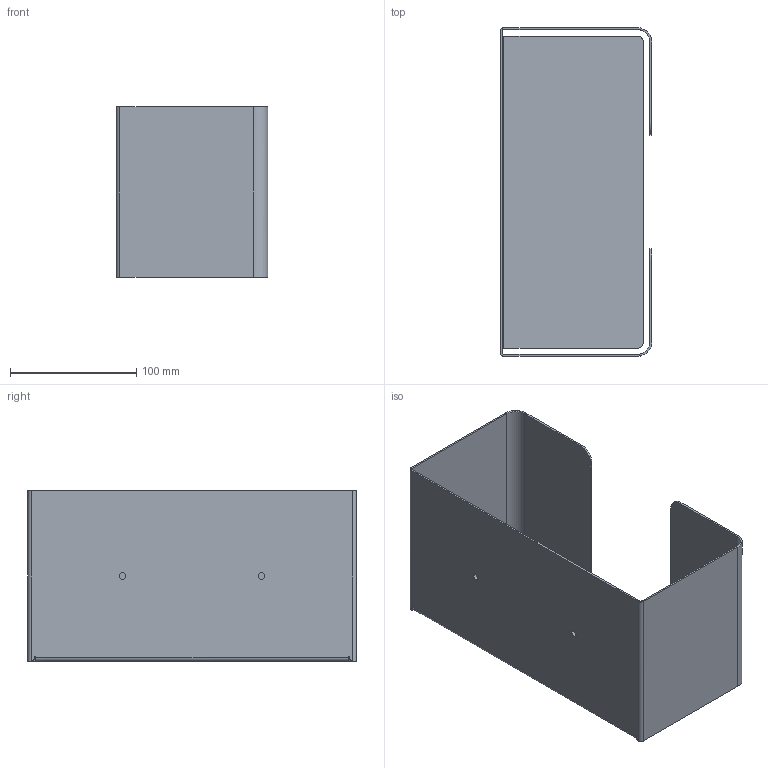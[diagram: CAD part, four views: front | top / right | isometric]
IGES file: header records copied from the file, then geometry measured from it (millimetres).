
Global section: file name: 105-S-C; native system: Autodesk Inventor 2022; preprocessor: unknown; author: R. Madlener; date: 20230222.115225; units: millimetre
Bounding box: 120 x 260 x 135 mm (x, y, z)
Volume: 173081.6 mm3; surface area: 233528.6 mm2
Topology: 1 solids, 1 shells, 62 faces, 144 edges, 84 vertices
Faces by surface type: bspline 62
